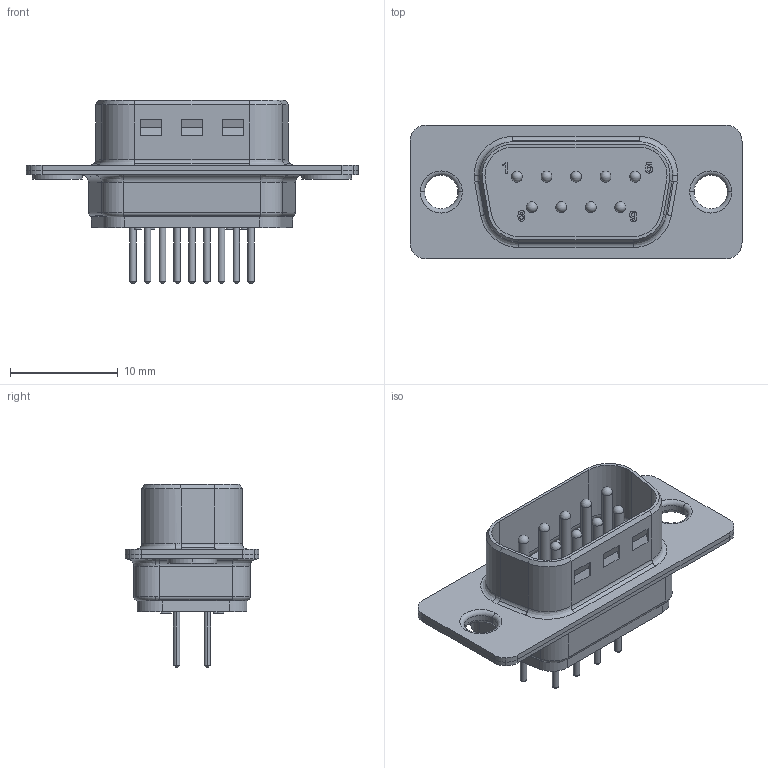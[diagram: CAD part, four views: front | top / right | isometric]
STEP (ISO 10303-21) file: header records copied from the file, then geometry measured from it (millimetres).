
FILE_DESCRIPTION((''),'2;1');
FILE_NAME('DE005408.stp','2007-09-14T08:08:35',('martin.rickli'),(''),'Autodesk Inventor 9','Autodesk Inventor 9','');
FILE_SCHEMA(('AUTOMOTIVE_DESIGN { 1 0 10303 214 1 1 1 1 }'));
Length unit declared in the file: millimetre
Products named in the file (6): 052080; 00032a_09; R+B00056f; R+B00143b; R+B00139a; DE002592
Assembly tree (13 placements, depth 2):
  052080
    00032a_09
    R+B00056f  x9
    R+B00143b
    R+B00139a
    DE002592
Bounding box: 30.8 x 12.4 x 17 mm (x, y, z)
Volume: 1020.7 mm3; surface area: 3426.5 mm2
Topology: 13 solids, 13 shells, 1747 faces, 4315 edges, 2630 vertices
Faces by surface type: plane 1331, cylinder 221, bspline 102, cone 58, torus 26, sphere 9
Entity records: 19490 total; most frequent: CARTESIAN_POINT 6389, ORIENTED_EDGE 2734, DIRECTION 2714, EDGE_CURVE 1367, AXIS2_PLACEMENT_3D 993, VERTEX_POINT 868, VECTOR 728, LINE 728
